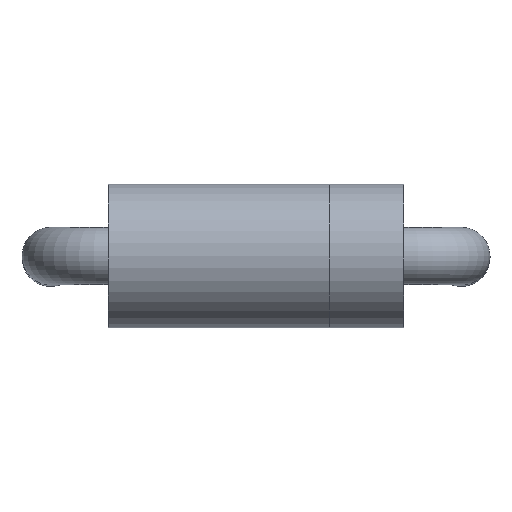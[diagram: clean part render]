
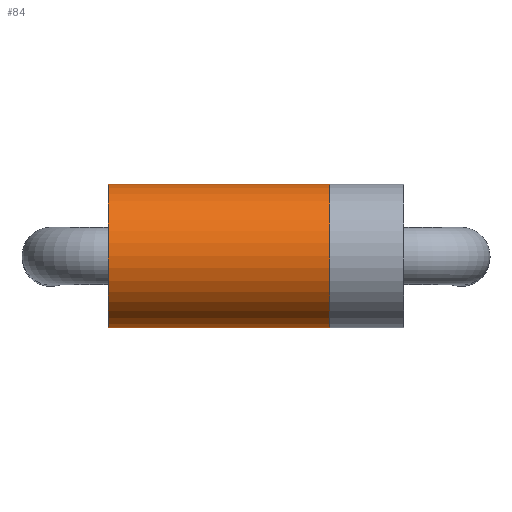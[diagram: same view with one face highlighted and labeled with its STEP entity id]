
A CAD part, top view. The second image highlights one B-rep face of the part: STEP entity #84.
In plain terms, the highlighted cylindrical face has radius 1 mm (diameter 2 mm), a full revolution.
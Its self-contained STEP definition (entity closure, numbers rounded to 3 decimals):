
#84=ADVANCED_FACE('',(#192,#194),#196,.T.);
#192=FACE_OUTER_BOUND('',#193,.T.);
#193=EDGE_LOOP('',(#296));
#194=FACE_OUTER_BOUND('',#195,.T.);
#195=EDGE_LOOP('',(#297));
#196=CYLINDRICAL_SURFACE('',#197,1.);
#197=AXIS2_PLACEMENT_3D('',#198,#199,#200);
#198=CARTESIAN_POINT('',(1.025,0.,10.));
#199=DIRECTION('',(-1.,0.,0.));
#200=DIRECTION('',(0.,0.,1.));
#296=ORIENTED_EDGE('',*,*,#316,.T.);
#297=ORIENTED_EDGE('',*,*,#315,.F.);
#315=EDGE_CURVE('',#325,#325,#326,.T.);
#316=EDGE_CURVE('',#327,#327,#328,.T.);
#325=VERTEX_POINT('',#345);
#326=CIRCLE('',#346,1.);
#327=VERTEX_POINT('',#350);
#328=CIRCLE('',#351,1.);
#345=CARTESIAN_POINT('',(-2.05,0.,11.));
#346=AXIS2_PLACEMENT_3D('',#347,#348,#349);
#347=CARTESIAN_POINT('',(-2.05,0.,10.));
#348=DIRECTION('',(-1.,0.,0.));
#349=DIRECTION('',(0.,0.,1.));
#350=CARTESIAN_POINT('',(1.025,0.,11.));
#351=AXIS2_PLACEMENT_3D('',#352,#353,#354);
#352=CARTESIAN_POINT('',(1.025,0.,10.));
#353=DIRECTION('',(-1.,0.,0.));
#354=DIRECTION('',(0.,0.,1.));
